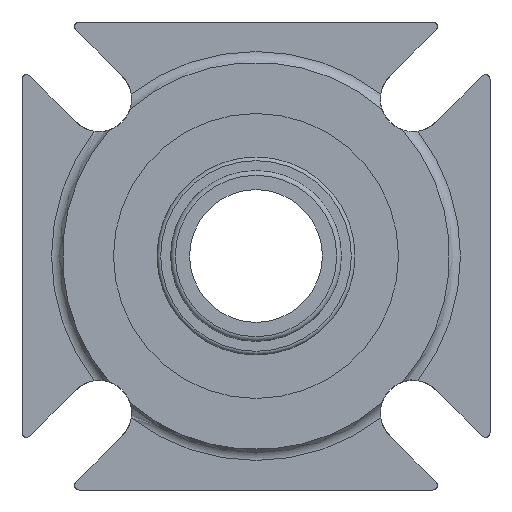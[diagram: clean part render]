
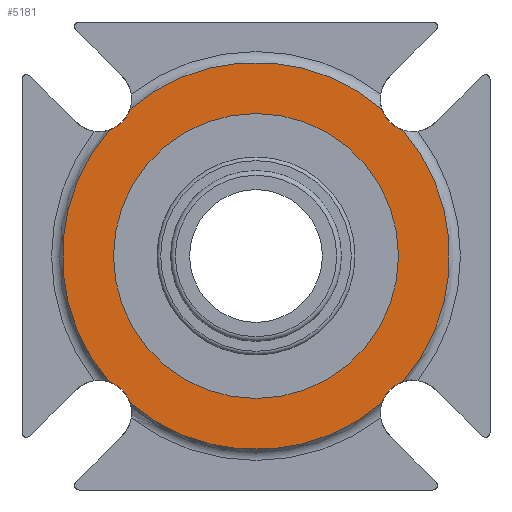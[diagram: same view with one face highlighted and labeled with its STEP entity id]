
A CAD part, left-side view. The second image highlights one B-rep face of the part: STEP entity #5181.
In plain terms, the highlighted planar face has unit normal (-1, 0, 0).
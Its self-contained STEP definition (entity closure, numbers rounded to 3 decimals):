
#547=PLANE('',#5503);
#884=ORIENTED_EDGE('',*,*,#1764,.F.);
#885=ORIENTED_EDGE('',*,*,#1763,.F.);
#886=ORIENTED_EDGE('',*,*,#1761,.F.);
#887=ORIENTED_EDGE('',*,*,#1759,.F.);
#888=ORIENTED_EDGE('',*,*,#1757,.F.);
#889=ORIENTED_EDGE('',*,*,#1755,.F.);
#890=ORIENTED_EDGE('',*,*,#1753,.F.);
#891=ORIENTED_EDGE('',*,*,#1751,.F.);
#892=ORIENTED_EDGE('',*,*,#1749,.F.);
#1749=EDGE_CURVE('',#2205,#2206,#2540,.F.);
#1751=EDGE_CURVE('',#2206,#2207,#2541,.F.);
#1753=EDGE_CURVE('',#2207,#2208,#2542,.F.);
#1755=EDGE_CURVE('',#2208,#2209,#2543,.F.);
#1757=EDGE_CURVE('',#2209,#2210,#2544,.F.);
#1759=EDGE_CURVE('',#2210,#2211,#2545,.F.);
#1761=EDGE_CURVE('',#2211,#2212,#2546,.F.);
#1763=EDGE_CURVE('',#2212,#2205,#2547,.F.);
#1764=EDGE_CURVE('',#2213,#2213,#2548,.F.);
#2205=VERTEX_POINT('',#7214);
#2206=VERTEX_POINT('',#7216);
#2207=VERTEX_POINT('',#7224);
#2208=VERTEX_POINT('',#7232);
#2209=VERTEX_POINT('',#7240);
#2210=VERTEX_POINT('',#7248);
#2211=VERTEX_POINT('',#7256);
#2212=VERTEX_POINT('',#7264);
#2213=VERTEX_POINT('',#7274);
#2540=CIRCLE('',#5488,7.);
#2541=CIRCLE('',#5490,41.648);
#2542=CIRCLE('',#5492,7.);
#2543=CIRCLE('',#5494,41.648);
#2544=CIRCLE('',#5496,7.);
#2545=CIRCLE('',#5498,41.648);
#2546=CIRCLE('',#5500,7.);
#2547=CIRCLE('',#5502,41.648);
#2548=CIRCLE('',#5504,30.658);
#2772=EDGE_LOOP('',(#884));
#2773=EDGE_LOOP('',(#885,#886,#887,#888,#889,#890,#891,#892));
#3096=FACE_BOUND('',#2772,.T.);
#3097=FACE_BOUND('',#2773,.T.);
#5181=ADVANCED_FACE('',(#3096,#3097),#547,.F.);
#5488=AXIS2_PLACEMENT_3D('',#7215,#6145,#6146);
#5490=AXIS2_PLACEMENT_3D('',#7223,#6149,#6150);
#5492=AXIS2_PLACEMENT_3D('',#7231,#6153,#6154);
#5494=AXIS2_PLACEMENT_3D('',#7239,#6157,#6158);
#5496=AXIS2_PLACEMENT_3D('',#7247,#6161,#6162);
#5498=AXIS2_PLACEMENT_3D('',#7255,#6165,#6166);
#5500=AXIS2_PLACEMENT_3D('',#7263,#6169,#6170);
#5502=AXIS2_PLACEMENT_3D('',#7271,#6173,#6174);
#5503=AXIS2_PLACEMENT_3D('',#7272,#6175,#6176);
#5504=AXIS2_PLACEMENT_3D('',#7273,#6177,#6178);
#6145=DIRECTION('',(1.,0.,0.));
#6146=DIRECTION('',(0.,0.,1.));
#6149=DIRECTION('',(-1.,0.,0.));
#6150=DIRECTION('',(0.,0.,-1.));
#6153=DIRECTION('',(1.,0.,0.));
#6154=DIRECTION('',(0.,0.,1.));
#6157=DIRECTION('',(-1.,0.,0.));
#6158=DIRECTION('',(0.,0.,-1.));
#6161=DIRECTION('',(1.,0.,0.));
#6162=DIRECTION('',(0.,0.,1.));
#6165=DIRECTION('',(-1.,0.,0.));
#6166=DIRECTION('',(0.,0.,-1.));
#6169=DIRECTION('',(1.,0.,0.));
#6170=DIRECTION('',(0.,0.,1.));
#6173=DIRECTION('',(-1.,0.,0.));
#6174=DIRECTION('',(0.,0.,-1.));
#6175=DIRECTION('',(1.,0.,0.));
#6176=DIRECTION('',(0.,0.,1.));
#6177=DIRECTION('',(1.,0.,0.));
#6178=DIRECTION('',(0.,1.,0.));
#7214=CARTESIAN_POINT('',(0.,-27.099,31.625));
#7215=CARTESIAN_POINT('',(0.,-33.764,33.764));
#7216=CARTESIAN_POINT('',(0.,-31.625,27.099));
#7223=CARTESIAN_POINT('',(0.,0.,0.));
#7224=CARTESIAN_POINT('',(0.,-31.625,-27.099));
#7231=CARTESIAN_POINT('',(0.,-33.764,-33.764));
#7232=CARTESIAN_POINT('',(0.,-27.099,-31.625));
#7239=CARTESIAN_POINT('',(0.,0.,0.));
#7240=CARTESIAN_POINT('',(0.,27.099,-31.625));
#7247=CARTESIAN_POINT('',(0.,33.764,-33.764));
#7248=CARTESIAN_POINT('',(0.,31.625,-27.099));
#7255=CARTESIAN_POINT('',(0.,0.,0.));
#7256=CARTESIAN_POINT('',(0.,31.625,27.099));
#7263=CARTESIAN_POINT('',(0.,33.764,33.764));
#7264=CARTESIAN_POINT('',(0.,27.099,31.625));
#7271=CARTESIAN_POINT('',(0.,0.,0.));
#7272=CARTESIAN_POINT('',(0.,0.,40.005));
#7273=CARTESIAN_POINT('',(0.,0.,0.));
#7274=CARTESIAN_POINT('',(0.,30.658,0.));
